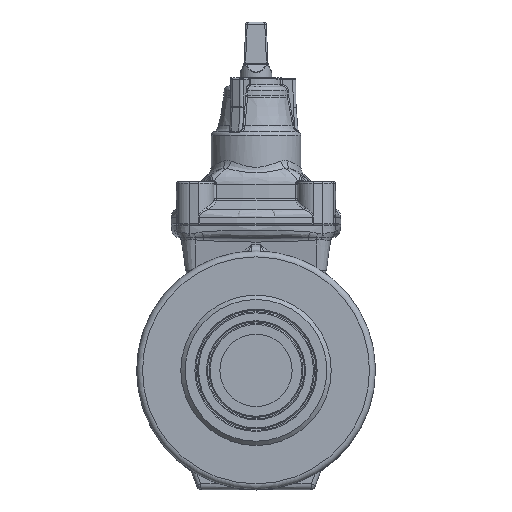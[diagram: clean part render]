
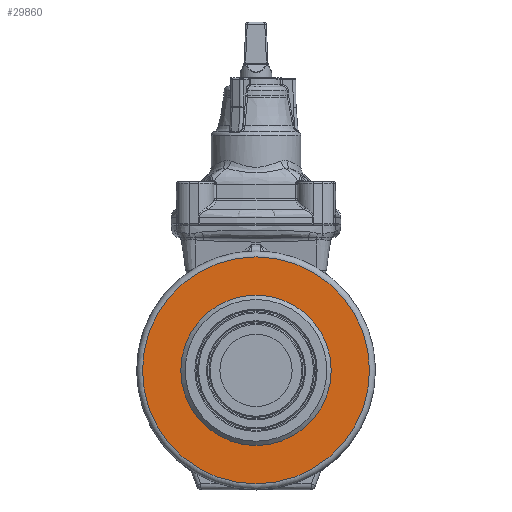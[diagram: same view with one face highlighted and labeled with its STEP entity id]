
A CAD part, top view. The second image highlights one B-rep face of the part: STEP entity #29860.
In plain terms, the highlighted planar face has unit normal (0, 0, 1).
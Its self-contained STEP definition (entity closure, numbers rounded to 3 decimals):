
#5562 = EDGE_LOOP ( 'NONE', ( #12242 ) ) ;
#5700 = EDGE_LOOP ( 'NONE', ( #12241 ) ) ;
#7236 = AXIS2_PLACEMENT_3D ( 'NONE', #9159, #9165, #9166 ) ;
#7531 = AXIS2_PLACEMENT_3D ( 'NONE', #27161, #27163, #27165 ) ;
#7532 = AXIS2_PLACEMENT_3D ( 'NONE', #27168, #27170, #27172 ) ;
#9159 = CARTESIAN_POINT ( 'NONE',  ( 0., 82.5, 72. ) ) ;
#9160 = PLANE ( 'NONE',  #7236 ) ;
#9165 = DIRECTION ( 'NONE',  ( 0., 0., 1. ) ) ;
#9166 = DIRECTION ( 'NONE',  ( -1., 0., 0. ) ) ;
#12241 = ORIENTED_EDGE ( 'NONE', *, *, #36015, .F. ) ;
#12242 = ORIENTED_EDGE ( 'NONE', *, *, #36016, .F. ) ;
#22818 = CIRCLE ( 'NONE', #7531, 52. ) ;
#22822 = CIRCLE ( 'NONE', #7532, 78.5 ) ;
#23051 = VERTEX_POINT ( 'NONE', #28884 ) ;
#23053 = VERTEX_POINT ( 'NONE', #28885 ) ;
#27161 = CARTESIAN_POINT ( 'NONE',  ( 0., 0., 72. ) ) ;
#27163 = DIRECTION ( 'NONE',  ( 0., 0., 1. ) ) ;
#27165 = DIRECTION ( 'NONE',  ( 1., 0., 0. ) ) ;
#27168 = CARTESIAN_POINT ( 'NONE',  ( 0., 0., 72. ) ) ;
#27170 = DIRECTION ( 'NONE',  ( 0., 0., -1. ) ) ;
#27172 = DIRECTION ( 'NONE',  ( -1., 0., 0. ) ) ;
#28884 = CARTESIAN_POINT ( 'NONE',  ( 52., 0., 72. ) ) ;
#28885 = CARTESIAN_POINT ( 'NONE',  ( -78.5, 0., 72. ) ) ;
#29860 = ADVANCED_FACE ( 'NONE', ( #32373, #32385 ), #9160, .T. ) ;
#32373 = FACE_BOUND ( 'NONE', #5700, .T. ) ;
#32385 = FACE_OUTER_BOUND ( 'NONE', #5562, .T. ) ;
#36015 = EDGE_CURVE ( 'NONE', #23051, #23051, #22818, .T. ) ;
#36016 = EDGE_CURVE ( 'NONE', #23053, #23053, #22822, .T. ) ;
